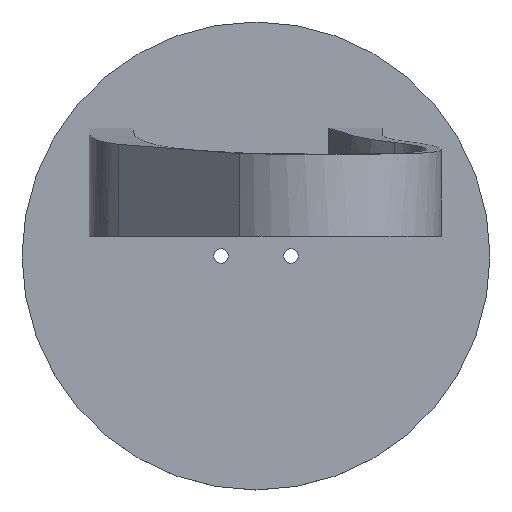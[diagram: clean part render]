
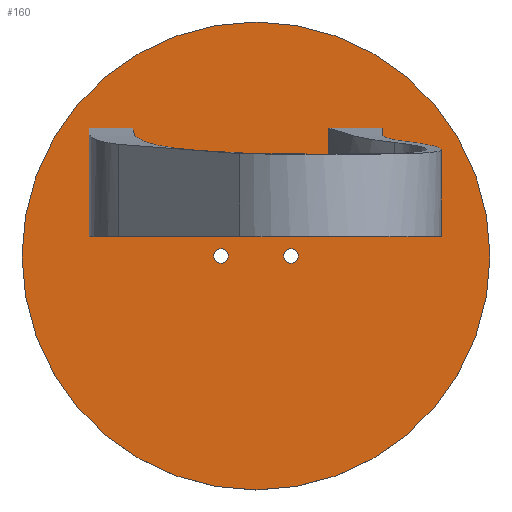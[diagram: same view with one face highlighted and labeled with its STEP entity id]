
A CAD part, top view. The second image highlights one B-rep face of the part: STEP entity #160.
In plain terms, the highlighted planar face has unit normal (0, 0, 1).
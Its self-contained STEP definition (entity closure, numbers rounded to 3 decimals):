
#15 = AXIS2_PLACEMENT_3D ( 'NONE', #842, #715, #1229 ) ;
#20 = EDGE_CURVE ( 'NONE', #1140, #1578, #965, .T. ) ;
#23 = VERTEX_POINT ( 'NONE', #454 ) ;
#29 = LINE ( 'NONE', #686, #1165 ) ;
#31 = DIRECTION ( 'NONE',  ( 1., 0., 0. ) ) ;
#56 = CARTESIAN_POINT ( 'NONE',  ( 15.13, 103.3, -28.388 ) ) ;
#61 = AXIS2_PLACEMENT_3D ( 'NONE', #1343, #1322, #161 ) ;
#64 = CARTESIAN_POINT ( 'NONE',  ( -34.55, 36.388, -28.388 ) ) ;
#68 = FACE_OUTER_BOUND ( 'NONE', #1143, .T. ) ;
#95 = EDGE_CURVE ( 'NONE', #283, #23, #1052, .T. ) ;
#106 = EDGE_CURVE ( 'NONE', #1338, #675, #1508, .T. ) ;
#139 = ORIENTED_EDGE ( 'NONE', *, *, #1220, .T. ) ;
#159 = LINE ( 'NONE', #416, #1087 ) ;
#160 = ADVANCED_FACE ( 'NONE', ( #475, #619, #1504, #68 ), #226, .T. ) ;
#161 = DIRECTION ( 'NONE',  ( -1., 0., 0. ) ) ;
#185 = CARTESIAN_POINT ( 'NONE',  ( -25.55, 103.3, -28.388 ) ) ;
#190 = AXIS2_PLACEMENT_3D ( 'NONE', #1137, #204, #197 ) ;
#197 = DIRECTION ( 'NONE',  ( 1., 0., 0. ) ) ;
#199 = VERTEX_POINT ( 'NONE', #362 ) ;
#204 = DIRECTION ( 'NONE',  ( 0., 0., 1. ) ) ;
#216 = DIRECTION ( 'NONE',  ( 0., 0., 1. ) ) ;
#223 = AXIS2_PLACEMENT_3D ( 'NONE', #1004, #216, #495 ) ;
#226 = PLANE ( 'NONE',  #190 ) ;
#241 = EDGE_LOOP ( 'NONE', ( #855, #1524 ) ) ;
#244 = LINE ( 'NONE', #1249, #1172 ) ;
#279 = CARTESIAN_POINT ( 'NONE',  ( 26.13, 36.388, -28.388 ) ) ;
#283 = VERTEX_POINT ( 'NONE', #1560 ) ;
#287 = CARTESIAN_POINT ( 'NONE',  ( -7.25, 32.388, -28.388 ) ) ;
#308 = VECTOR ( 'NONE', #1464, 1000. ) ;
#312 = LINE ( 'NONE', #56, #670 ) ;
#323 = VERTEX_POINT ( 'NONE', #279 ) ;
#340 = EDGE_CURVE ( 'NONE', #1360, #398, #244, .T. ) ;
#345 = AXIS2_PLACEMENT_3D ( 'NONE', #287, #1342, #1582 ) ;
#346 = EDGE_CURVE ( 'NONE', #23, #283, #1378, .T. ) ;
#362 = CARTESIAN_POINT ( 'NONE',  ( -34.55, 58.888, -28.388 ) ) ;
#369 = EDGE_CURVE ( 'NONE', #1238, #199, #159, .T. ) ;
#376 = ORIENTED_EDGE ( 'NONE', *, *, #106, .T. ) ;
#391 = CARTESIAN_POINT ( 'NONE',  ( -34.55, 50.388, -28.388 ) ) ;
#398 = VERTEX_POINT ( 'NONE', #1079 ) ;
#403 = EDGE_CURVE ( 'NONE', #323, #1360, #29, .T. ) ;
#406 = EDGE_LOOP ( 'NONE', ( #376, #1287 ) ) ;
#416 = CARTESIAN_POINT ( 'NONE',  ( 48.5, 58.888, -28.388 ) ) ;
#425 = DIRECTION ( 'NONE',  ( 1., 0., 0. ) ) ;
#454 = CARTESIAN_POINT ( 'NONE',  ( -5.75, 32.388, -28.388 ) ) ;
#475 = FACE_BOUND ( 'NONE', #406, .T. ) ;
#483 = CARTESIAN_POINT ( 'NONE',  ( 26.13, 58.888, -28.388 ) ) ;
#495 = DIRECTION ( 'NONE',  ( -1., 0., 0. ) ) ;
#503 = CARTESIAN_POINT ( 'NONE',  ( 8.75, 32.388, -28.388 ) ) ;
#525 = ORIENTED_EDGE ( 'NONE', *, *, #548, .F. ) ;
#545 = EDGE_LOOP ( 'NONE', ( #1330, #587, #1158, #1123, #780, #889, #1653, #525 ) ) ;
#548 = EDGE_CURVE ( 'NONE', #997, #323, #980, .T. ) ;
#587 = ORIENTED_EDGE ( 'NONE', *, *, #369, .F. ) ;
#594 = CARTESIAN_POINT ( 'NONE',  ( 0., 36.388, -28.388 ) ) ;
#605 = VERTEX_POINT ( 'NONE', #1339 ) ;
#619 = FACE_BOUND ( 'NONE', #241, .T. ) ;
#652 = DIRECTION ( 'NONE',  ( 0., 0., -1. ) ) ;
#670 = VECTOR ( 'NONE', #835, 1000. ) ;
#674 = CARTESIAN_POINT ( 'NONE',  ( 7.25, 32.388, -28.388 ) ) ;
#675 = VERTEX_POINT ( 'NONE', #1490 ) ;
#682 = EDGE_CURVE ( 'NONE', #1421, #605, #823, .T. ) ;
#686 = CARTESIAN_POINT ( 'NONE',  ( 26.13, -58.576, -28.388 ) ) ;
#700 = DIRECTION ( 'NONE',  ( 0., 1., 0. ) ) ;
#715 = DIRECTION ( 'NONE',  ( 0., 0., -1. ) ) ;
#780 = ORIENTED_EDGE ( 'NONE', *, *, #1138, .F. ) ;
#806 = ORIENTED_EDGE ( 'NONE', *, *, #20, .T. ) ;
#809 = EDGE_CURVE ( 'NONE', #675, #1338, #964, .T. ) ;
#812 = DIRECTION ( 'NONE',  ( 0., 0., -1. ) ) ;
#823 = LINE ( 'NONE', #1331, #308 ) ;
#835 = DIRECTION ( 'NONE',  ( 0., -1., 0. ) ) ;
#842 = CARTESIAN_POINT ( 'NONE',  ( -7.25, 32.388, -28.388 ) ) ;
#855 = ORIENTED_EDGE ( 'NONE', *, *, #346, .T. ) ;
#872 = AXIS2_PLACEMENT_3D ( 'NONE', #976, #812, #425 ) ;
#889 = ORIENTED_EDGE ( 'NONE', *, *, #340, .F. ) ;
#952 = VECTOR ( 'NONE', #1309, 1000. ) ;
#955 = LINE ( 'NONE', #185, #1307 ) ;
#961 = CIRCLE ( 'NONE', #223, 48.5 ) ;
#964 = CIRCLE ( 'NONE', #1182, 1.5 ) ;
#965 = CIRCLE ( 'NONE', #61, 48.5 ) ;
#976 = CARTESIAN_POINT ( 'NONE',  ( 7.25, 32.388, -28.388 ) ) ;
#980 = LINE ( 'NONE', #594, #1001 ) ;
#997 = VERTEX_POINT ( 'NONE', #64 ) ;
#1001 = VECTOR ( 'NONE', #1110, 1000. ) ;
#1004 = CARTESIAN_POINT ( 'NONE',  ( 0., 32.388, -28.388 ) ) ;
#1040 = CARTESIAN_POINT ( 'NONE',  ( -25.55, 50.388, -28.388 ) ) ;
#1045 = EDGE_CURVE ( 'NONE', #1238, #1421, #955, .T. ) ;
#1052 = CIRCLE ( 'NONE', #15, 1.5 ) ;
#1079 = CARTESIAN_POINT ( 'NONE',  ( 15.13, 58.888, -28.388 ) ) ;
#1087 = VECTOR ( 'NONE', #1327, 1000. ) ;
#1110 = DIRECTION ( 'NONE',  ( 1., 0., 0. ) ) ;
#1123 = ORIENTED_EDGE ( 'NONE', *, *, #682, .T. ) ;
#1137 = CARTESIAN_POINT ( 'NONE',  ( 0., 32.388, -28.388 ) ) ;
#1138 = EDGE_CURVE ( 'NONE', #398, #605, #312, .T. ) ;
#1139 = CARTESIAN_POINT ( 'NONE',  ( -25.55, 58.888, -28.388 ) ) ;
#1140 = VERTEX_POINT ( 'NONE', #1606 ) ;
#1143 = EDGE_LOOP ( 'NONE', ( #139, #806 ) ) ;
#1158 = ORIENTED_EDGE ( 'NONE', *, *, #1045, .T. ) ;
#1165 = VECTOR ( 'NONE', #700, 1000. ) ;
#1172 = VECTOR ( 'NONE', #1196, 1000. ) ;
#1182 = AXIS2_PLACEMENT_3D ( 'NONE', #674, #652, #31 ) ;
#1196 = DIRECTION ( 'NONE',  ( -1., 0., 0. ) ) ;
#1202 = CARTESIAN_POINT ( 'NONE',  ( 48.5, 32.388, -28.388 ) ) ;
#1220 = EDGE_CURVE ( 'NONE', #1578, #1140, #961, .T. ) ;
#1229 = DIRECTION ( 'NONE',  ( 1., 0., 0. ) ) ;
#1238 = VERTEX_POINT ( 'NONE', #1139 ) ;
#1249 = CARTESIAN_POINT ( 'NONE',  ( 48.5, 58.888, -28.388 ) ) ;
#1287 = ORIENTED_EDGE ( 'NONE', *, *, #809, .T. ) ;
#1307 = VECTOR ( 'NONE', #1611, 1000. ) ;
#1309 = DIRECTION ( 'NONE',  ( 0., -1., 0. ) ) ;
#1322 = DIRECTION ( 'NONE',  ( 0., 0., 1. ) ) ;
#1327 = DIRECTION ( 'NONE',  ( -1., 0., 0. ) ) ;
#1330 = ORIENTED_EDGE ( 'NONE', *, *, #1440, .F. ) ;
#1331 = CARTESIAN_POINT ( 'NONE',  ( 0., 50.388, -28.388 ) ) ;
#1338 = VERTEX_POINT ( 'NONE', #503 ) ;
#1339 = CARTESIAN_POINT ( 'NONE',  ( 15.13, 50.388, -28.388 ) ) ;
#1342 = DIRECTION ( 'NONE',  ( 0., 0., -1. ) ) ;
#1343 = CARTESIAN_POINT ( 'NONE',  ( 0., 32.388, -28.388 ) ) ;
#1360 = VERTEX_POINT ( 'NONE', #483 ) ;
#1378 = CIRCLE ( 'NONE', #345, 1.5 ) ;
#1421 = VERTEX_POINT ( 'NONE', #1040 ) ;
#1440 = EDGE_CURVE ( 'NONE', #199, #997, #1542, .T. ) ;
#1464 = DIRECTION ( 'NONE',  ( 1., 0., 0. ) ) ;
#1490 = CARTESIAN_POINT ( 'NONE',  ( 5.75, 32.388, -28.388 ) ) ;
#1504 = FACE_BOUND ( 'NONE', #545, .T. ) ;
#1508 = CIRCLE ( 'NONE', #872, 1.5 ) ;
#1524 = ORIENTED_EDGE ( 'NONE', *, *, #95, .T. ) ;
#1542 = LINE ( 'NONE', #391, #952 ) ;
#1560 = CARTESIAN_POINT ( 'NONE',  ( -8.75, 32.388, -28.388 ) ) ;
#1578 = VERTEX_POINT ( 'NONE', #1202 ) ;
#1582 = DIRECTION ( 'NONE',  ( 1., 0., 0. ) ) ;
#1606 = CARTESIAN_POINT ( 'NONE',  ( -48.5, 32.388, -28.388 ) ) ;
#1611 = DIRECTION ( 'NONE',  ( 0., -1., 0. ) ) ;
#1653 = ORIENTED_EDGE ( 'NONE', *, *, #403, .F. ) ;
